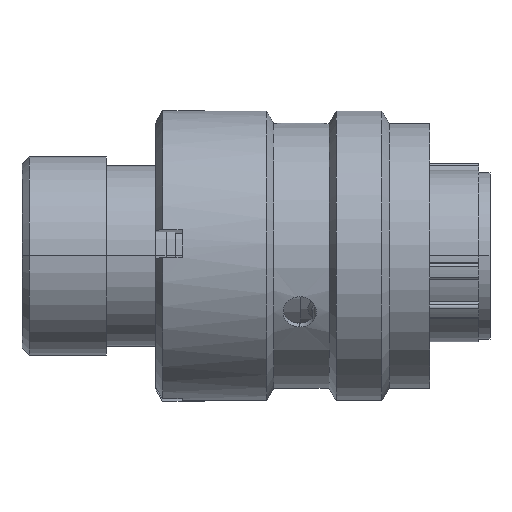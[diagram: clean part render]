
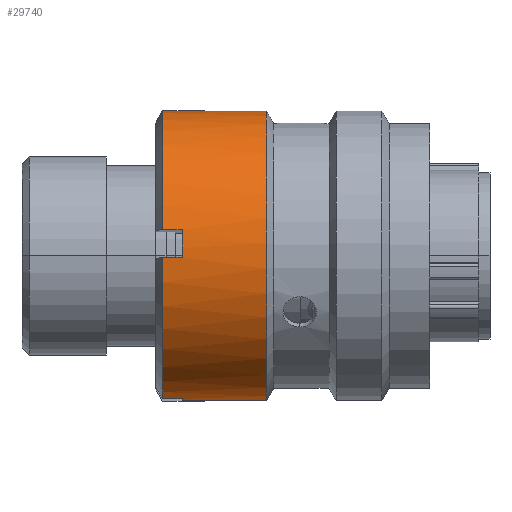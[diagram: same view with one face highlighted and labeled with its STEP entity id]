
A CAD part, top view. The second image highlights one B-rep face of the part: STEP entity #29740.
In plain terms, the highlighted cylindrical face has radius 10.35 mm (diameter 20.7 mm), a partial arc.
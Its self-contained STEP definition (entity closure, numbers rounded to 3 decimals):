
#107 = DIRECTION ( 'NONE',  ( 0., -0.996, 0.085 ) ) ;
#245 = ORIENTED_EDGE ( 'NONE', *, *, #3572, .F. ) ;
#269 = DIRECTION ( 'NONE',  ( -1., 0., 0. ) ) ;
#332 = VERTEX_POINT ( 'NONE', #28304 ) ;
#648 = FACE_OUTER_BOUND ( 'NONE', #13650, .T. ) ;
#1466 = VECTOR ( 'NONE', #22107, 1000. ) ;
#1681 = DIRECTION ( 'NONE',  ( 1., 0., 0. ) ) ;
#1832 = CIRCLE ( 'NONE', #36540, 10.35 ) ;
#1975 = EDGE_CURVE ( 'NONE', #30646, #24127, #24051, .T. ) ;
#1983 = DIRECTION ( 'NONE',  ( -1., 0., 0. ) ) ;
#2608 = ORIENTED_EDGE ( 'NONE', *, *, #20474, .F. ) ;
#3378 = EDGE_CURVE ( 'NONE', #19874, #33478, #28039, .T. ) ;
#3572 = EDGE_CURVE ( 'NONE', #31849, #19874, #8455, .T. ) ;
#4076 = DIRECTION ( 'NONE',  ( 0., 0.996, -0.085 ) ) ;
#4483 = CARTESIAN_POINT ( 'NONE',  ( 11.42, 1.87, 10.18 ) ) ;
#4591 = CARTESIAN_POINT ( 'NONE',  ( 11.42, -10.313, 0.878 ) ) ;
#4687 = CARTESIAN_POINT ( 'NONE',  ( 10.02, -0.123, 10.349 ) ) ;
#5253 = VECTOR ( 'NONE', #34535, 1000. ) ;
#6630 = CARTESIAN_POINT ( 'NONE',  ( 11.42, 1.87, 10.18 ) ) ;
#6931 = DIRECTION ( 'NONE',  ( 1., 0., 0. ) ) ;
#8242 = EDGE_CURVE ( 'NONE', #24127, #332, #32240, .T. ) ;
#8455 = CIRCLE ( 'NONE', #9110, 10.35 ) ;
#8703 = ORIENTED_EDGE ( 'NONE', *, *, #3378, .F. ) ;
#9110 = AXIS2_PLACEMENT_3D ( 'NONE', #30377, #12607, #33351 ) ;
#9218 = DIRECTION ( 'NONE',  ( 1., 0., 0. ) ) ;
#9523 = CARTESIAN_POINT ( 'NONE',  ( 11.42, -10.18, 1.87 ) ) ;
#9920 = CARTESIAN_POINT ( 'NONE',  ( 29.07, 0., 0. ) ) ;
#10719 = VECTOR ( 'NONE', #269, 1000. ) ;
#10922 = VECTOR ( 'NONE', #33242, 1000. ) ;
#12312 = CARTESIAN_POINT ( 'NONE',  ( 11.42, -0.123, 10.349 ) ) ;
#12336 = AXIS2_PLACEMENT_3D ( 'NONE', #9920, #36507, #4076 ) ;
#12607 = DIRECTION ( 'NONE',  ( -1., 0., 0. ) ) ;
#12972 = CIRCLE ( 'NONE', #31155, 10.35 ) ;
#13094 = ORIENTED_EDGE ( 'NONE', *, *, #13799, .T. ) ;
#13341 = CARTESIAN_POINT ( 'NONE',  ( 11.42, 10.349, 0.123 ) ) ;
#13650 = EDGE_LOOP ( 'NONE', ( #245, #13094, #31543, #16163, #28691, #15880, #35607, #2608, #24384, #19612, #19099, #8703 ) ) ;
#13799 = EDGE_CURVE ( 'NONE', #31849, #32824, #34587, .T. ) ;
#15499 = CARTESIAN_POINT ( 'NONE',  ( 29.07, -10.313, 0.878 ) ) ;
#15700 = EDGE_CURVE ( 'NONE', #28592, #32824, #1832, .T. ) ;
#15880 = ORIENTED_EDGE ( 'NONE', *, *, #1975, .T. ) ;
#16124 = VECTOR ( 'NONE', #17954, 1000. ) ;
#16163 = ORIENTED_EDGE ( 'NONE', *, *, #22083, .F. ) ;
#17678 = CARTESIAN_POINT ( 'NONE',  ( 11.42, 0., 0. ) ) ;
#17857 = DIRECTION ( 'NONE',  ( 1., 0., 0. ) ) ;
#17954 = DIRECTION ( 'NONE',  ( -1., 0., 0. ) ) ;
#18734 = CARTESIAN_POINT ( 'NONE',  ( 29.07, 10.313, -0.878 ) ) ;
#19099 = ORIENTED_EDGE ( 'NONE', *, *, #33670, .T. ) ;
#19222 = EDGE_CURVE ( 'NONE', #27442, #28224, #30866, .T. ) ;
#19422 = CARTESIAN_POINT ( 'NONE',  ( 11.42, 10.313, -0.878 ) ) ;
#19483 = CARTESIAN_POINT ( 'NONE',  ( 17.44, 0., 0. ) ) ;
#19612 = ORIENTED_EDGE ( 'NONE', *, *, #27472, .T. ) ;
#19791 = CARTESIAN_POINT ( 'NONE',  ( 11.42, 0., 0. ) ) ;
#19874 = VERTEX_POINT ( 'NONE', #9523 ) ;
#20474 = EDGE_CURVE ( 'NONE', #28224, #332, #33001, .T. ) ;
#20524 = VERTEX_POINT ( 'NONE', #4687 ) ;
#20678 = DIRECTION ( 'NONE',  ( 0., 0.085, 0.996 ) ) ;
#21945 = LINE ( 'NONE', #18734, #36767 ) ;
#22083 = EDGE_CURVE ( 'NONE', #28283, #28592, #21945, .T. ) ;
#22107 = DIRECTION ( 'NONE',  ( -1., 0., 0. ) ) ;
#22474 = DIRECTION ( 'NONE',  ( 0., 0.996, -0.085 ) ) ;
#22782 = DIRECTION ( 'NONE',  ( 0., 0.085, 0.996 ) ) ;
#22983 = AXIS2_PLACEMENT_3D ( 'NONE', #17678, #38424, #20678 ) ;
#23052 = CARTESIAN_POINT ( 'NONE',  ( 11.42, -10.18, 1.87 ) ) ;
#23958 = CARTESIAN_POINT ( 'NONE',  ( 11.42, 10.349, 0.123 ) ) ;
#24051 = LINE ( 'NONE', #23958, #16124 ) ;
#24127 = VERTEX_POINT ( 'NONE', #25311 ) ;
#24384 = ORIENTED_EDGE ( 'NONE', *, *, #19222, .F. ) ;
#24640 = AXIS2_PLACEMENT_3D ( 'NONE', #19791, #1983, #22782 ) ;
#25311 = CARTESIAN_POINT ( 'NONE',  ( 10.02, 10.349, 0.123 ) ) ;
#27008 = CARTESIAN_POINT ( 'NONE',  ( 10.02, 0., 0. ) ) ;
#27122 = CARTESIAN_POINT ( 'NONE',  ( 11.42, -0.123, 10.349 ) ) ;
#27442 = VERTEX_POINT ( 'NONE', #12312 ) ;
#27472 = EDGE_CURVE ( 'NONE', #27442, #20524, #33446, .T. ) ;
#28039 = LINE ( 'NONE', #23052, #5253 ) ;
#28224 = VERTEX_POINT ( 'NONE', #4483 ) ;
#28283 = VERTEX_POINT ( 'NONE', #19422 ) ;
#28304 = CARTESIAN_POINT ( 'NONE',  ( 10.02, 1.87, 10.18 ) ) ;
#28592 = VERTEX_POINT ( 'NONE', #30258 ) ;
#28691 = ORIENTED_EDGE ( 'NONE', *, *, #34261, .F. ) ;
#29285 = CARTESIAN_POINT ( 'NONE',  ( 17.44, -10.313, 0.878 ) ) ;
#29740 = ADVANCED_FACE ( 'NONE', ( #648 ), #35414, .T. ) ;
#29982 = DIRECTION ( 'NONE',  ( 0., -0.996, 0.085 ) ) ;
#30258 = CARTESIAN_POINT ( 'NONE',  ( 17.44, 10.313, -0.878 ) ) ;
#30377 = CARTESIAN_POINT ( 'NONE',  ( 11.42, 0., 0. ) ) ;
#30646 = VERTEX_POINT ( 'NONE', #13341 ) ;
#30866 = CIRCLE ( 'NONE', #24640, 10.35 ) ;
#31155 = AXIS2_PLACEMENT_3D ( 'NONE', #35613, #17857, #107 ) ;
#31523 = CARTESIAN_POINT ( 'NONE',  ( 10.02, -10.18, 1.87 ) ) ;
#31543 = ORIENTED_EDGE ( 'NONE', *, *, #15700, .F. ) ;
#31849 = VERTEX_POINT ( 'NONE', #4591 ) ;
#32240 = CIRCLE ( 'NONE', #33953, 10.35 ) ;
#32824 = VERTEX_POINT ( 'NONE', #29285 ) ;
#33001 = LINE ( 'NONE', #6630, #1466 ) ;
#33242 = DIRECTION ( 'NONE',  ( 1., 0., 0. ) ) ;
#33351 = DIRECTION ( 'NONE',  ( 0., 0.085, 0.996 ) ) ;
#33446 = LINE ( 'NONE', #27122, #10719 ) ;
#33478 = VERTEX_POINT ( 'NONE', #31523 ) ;
#33670 = EDGE_CURVE ( 'NONE', #20524, #33478, #12972, .T. ) ;
#33953 = AXIS2_PLACEMENT_3D ( 'NONE', #27008, #9218, #29982 ) ;
#34261 = EDGE_CURVE ( 'NONE', #30646, #28283, #34687, .T. ) ;
#34535 = DIRECTION ( 'NONE',  ( -1., 0., 0. ) ) ;
#34587 = LINE ( 'NONE', #15499, #10922 ) ;
#34687 = CIRCLE ( 'NONE', #22983, 10.35 ) ;
#35414 = CYLINDRICAL_SURFACE ( 'NONE', #12336, 10.35 ) ;
#35607 = ORIENTED_EDGE ( 'NONE', *, *, #8242, .T. ) ;
#35613 = CARTESIAN_POINT ( 'NONE',  ( 10.02, 0., 0. ) ) ;
#36507 = DIRECTION ( 'NONE',  ( 1., 0., 0. ) ) ;
#36540 = AXIS2_PLACEMENT_3D ( 'NONE', #19483, #1681, #22474 ) ;
#36767 = VECTOR ( 'NONE', #6931, 1000. ) ;
#38424 = DIRECTION ( 'NONE',  ( -1., 0., 0. ) ) ;
